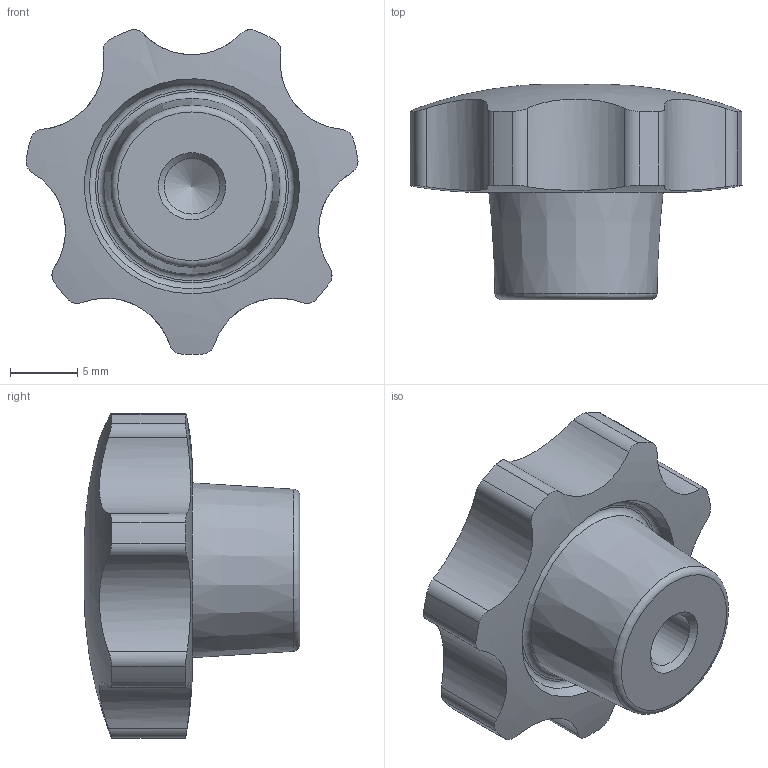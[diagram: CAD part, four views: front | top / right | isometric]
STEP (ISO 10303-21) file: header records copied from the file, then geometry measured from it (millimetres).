
FILE_DESCRIPTION( ( 'STEP AP214' ), '1' );
FILE_NAME( 'K0152.225050.stp', '2020-11-25T15:45:06', ( '' ), ( '' ), ' ', 'PARTsolutions', ' ' );
FILE_SCHEMA( ( 'AUTOMOTIVE_DESIGN { 1 0 10303 214 1 1 1 1 }' ) );
Length unit declared in the file: millimetre
Products named in the file (1): _K0152.225050
Bounding box: 24.7 x 16.04 x 24.15 mm (x, y, z)
Volume: 3565 mm3; surface area: 1778.1 mm2
Topology: 1 solids, 1 shells, 40 faces, 107 edges, 69 vertices
Faces by surface type: cylinder 29, cone 4, torus 3, plane 2, bspline 2
Full cylindrical faces by diameter (mm): 4.134 x1
Entity records: 1909 total; most frequent: CARTESIAN_POINT 698, ORIENTED_EDGE 188, DIRECTION 154, EDGE_CURVE 94, VERTEX_POINT 68, AXIS2_PLACEMENT_3D 63, EDGE_LOOP 50, FACE_OUTER_BOUND 45
